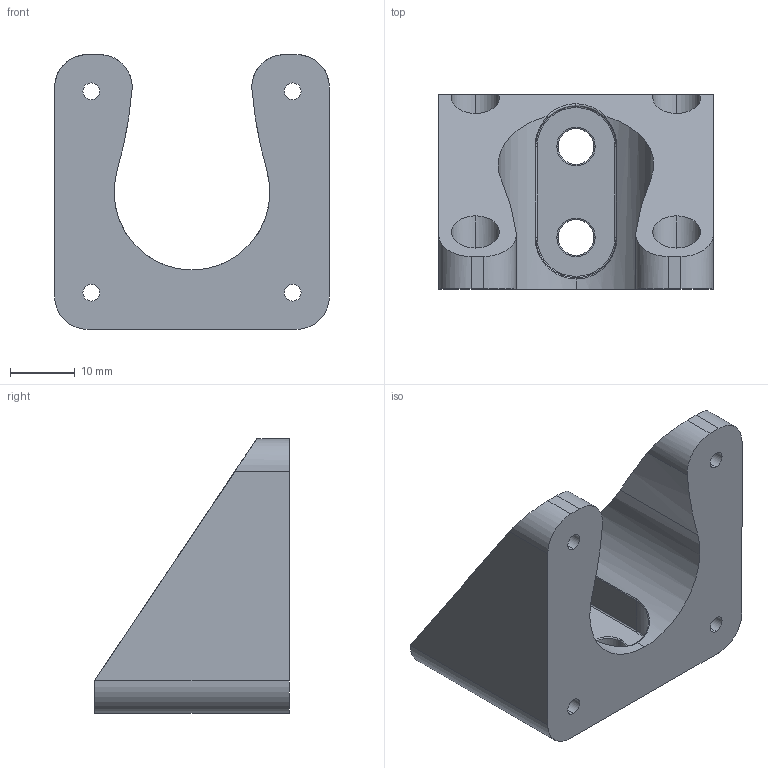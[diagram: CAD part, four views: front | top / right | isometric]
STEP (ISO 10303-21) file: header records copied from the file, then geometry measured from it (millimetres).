
FILE_DESCRIPTION (( 'USING AP203' ), '1' );
FILE_NAME ('z-stepper-holder.STEP', '2024-07-05T14:50:40', ( '' ), ( '' ), '', '', '' );
FILE_SCHEMA (( 'CONFIG_CONTROL_DESIGN' ));
Length unit declared in the file: millimetre
Products named in the file (1): z-stepper-holder
Bounding box: 42.3 x 30 x 42.3 mm (x, y, z)
Volume: 18911.3 mm3; surface area: 8420.4 mm2
Topology: 1 solids, 1 shells, 66 faces, 168 edges, 106 vertices
Faces by surface type: cylinder 36, plane 15, torus 10, bspline 5
Entity records: 2464 total; most frequent: CARTESIAN_POINT 801, DIRECTION 338, ORIENTED_EDGE 336, EDGE_CURVE 168, AXIS2_PLACEMENT_3D 139, VERTEX_POINT 106, EDGE_LOOP 80, CIRCLE 77
